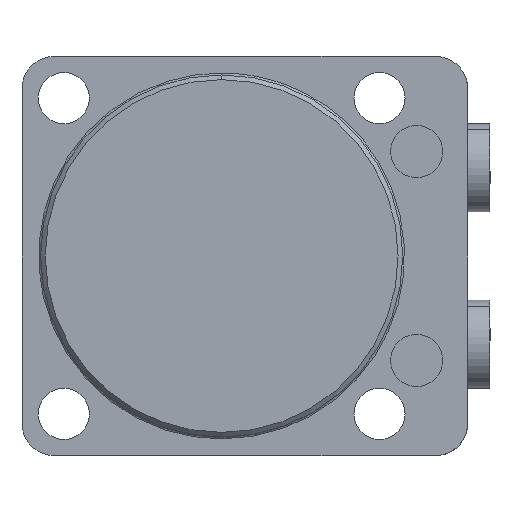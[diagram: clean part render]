
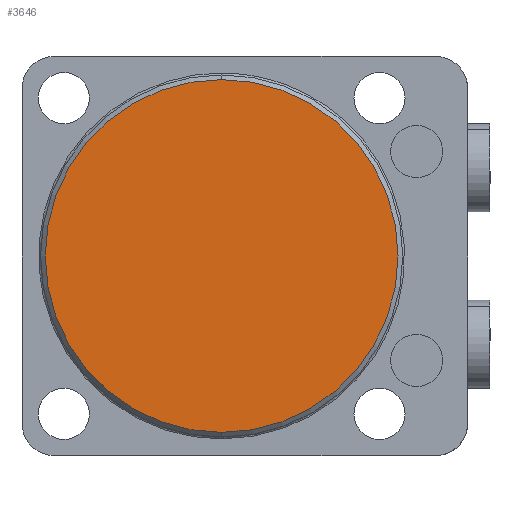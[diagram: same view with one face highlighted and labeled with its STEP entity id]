
A CAD part, front view. The second image highlights one B-rep face of the part: STEP entity #3646.
In plain terms, the highlighted planar face has unit normal (0, -1, 0).
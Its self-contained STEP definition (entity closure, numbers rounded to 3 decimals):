
#32 = CARTESIAN_POINT ( 'NONE',  ( 0., -59., 0. ) ) ;
#187 = DIRECTION ( 'NONE',  ( 0., 1., 0. ) ) ;
#192 = DIRECTION ( 'NONE',  ( 0., 0., 1. ) ) ;
#423 = EDGE_CURVE ( 'NONE', #2465, #2573, #3208, .T. ) ;
#497 = AXIS2_PLACEMENT_3D ( 'NONE', #32, #187, #192 ) ;
#698 = FACE_OUTER_BOUND ( 'NONE', #2673, .T. ) ;
#880 = DIRECTION ( 'NONE',  ( 0., 1., 0. ) ) ;
#882 = CARTESIAN_POINT ( 'NONE',  ( 0., -59., 0. ) ) ;
#887 = DIRECTION ( 'NONE',  ( 0., 0., 1. ) ) ;
#1200 = CARTESIAN_POINT ( 'NONE',  ( 0., -59., 0. ) ) ;
#1260 = PLANE ( 'NONE',  #1947 ) ;
#1947 = AXIS2_PLACEMENT_3D ( 'NONE', #1200, #4160, #4155 ) ;
#2465 = VERTEX_POINT ( 'NONE', #3331 ) ;
#2473 = ORIENTED_EDGE ( 'NONE', *, *, #423, .F. ) ;
#2573 = VERTEX_POINT ( 'NONE', #3400 ) ;
#2673 = EDGE_LOOP ( 'NONE', ( #2771, #2473 ) ) ;
#2771 = ORIENTED_EDGE ( 'NONE', *, *, #4194, .F. ) ;
#3208 = CIRCLE ( 'NONE', #497, 38. ) ;
#3331 = CARTESIAN_POINT ( 'NONE',  ( 0., -59., -38. ) ) ;
#3400 = CARTESIAN_POINT ( 'NONE',  ( 0., -59., 38. ) ) ;
#3646 = ADVANCED_FACE ( 'NONE', ( #698 ), #1260, .T. ) ;
#3883 = AXIS2_PLACEMENT_3D ( 'NONE', #882, #880, #887 ) ;
#4100 = CIRCLE ( 'NONE', #3883, 38. ) ;
#4155 = DIRECTION ( 'NONE',  ( 0., 0., -1. ) ) ;
#4160 = DIRECTION ( 'NONE',  ( 0., -1., 0. ) ) ;
#4194 = EDGE_CURVE ( 'NONE', #2573, #2465, #4100, .T. ) ;
